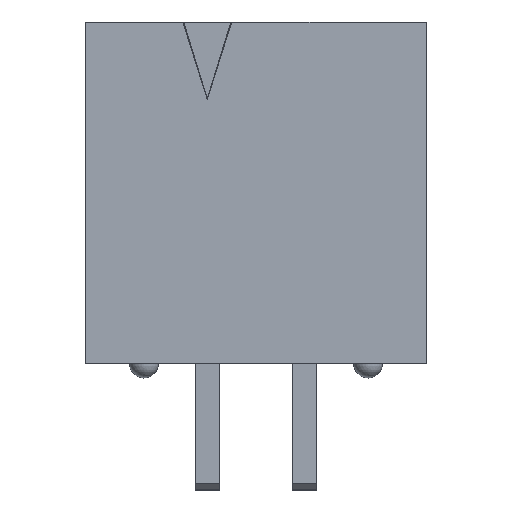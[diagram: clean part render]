
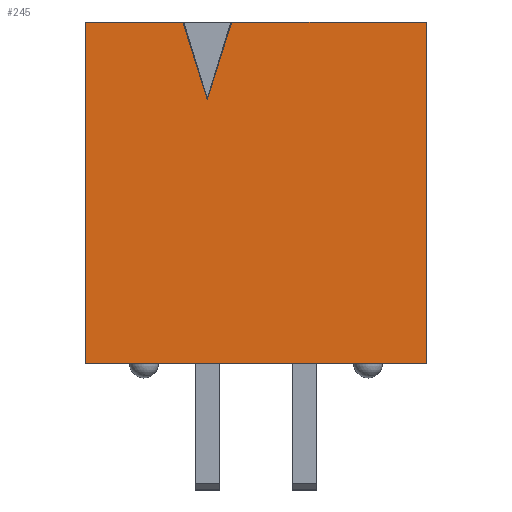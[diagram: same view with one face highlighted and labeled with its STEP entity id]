
A CAD part, top view. The second image highlights one B-rep face of the part: STEP entity #245.
In plain terms, the highlighted planar face has unit normal (0, 0, 1).
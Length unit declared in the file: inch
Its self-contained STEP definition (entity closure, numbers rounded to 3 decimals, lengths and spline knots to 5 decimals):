
#245 = ADVANCED_FACE( '', ( #471 ), #472, .F. );
#471 = FACE_OUTER_BOUND( '', #698, .T. );
#472 = PLANE( '', #699 );
#698 = EDGE_LOOP( '', ( #1204, #1205, #1206, #1207, #1208, #1209, #1210 ) );
#699 = AXIS2_PLACEMENT_3D( '', #1211, #1212, #1213 );
#1204 = ORIENTED_EDGE( '', *, *, #1443, .F. );
#1205 = ORIENTED_EDGE( '', *, *, #1551, .F. );
#1206 = ORIENTED_EDGE( '', *, *, #1407, .T. );
#1207 = ORIENTED_EDGE( '', *, *, #1588, .T. );
#1208 = ORIENTED_EDGE( '', *, *, #1618, .F. );
#1209 = ORIENTED_EDGE( '', *, *, #1518, .F. );
#1210 = ORIENTED_EDGE( '', *, *, #1411, .T. );
#1211 = CARTESIAN_POINT( '', ( 0.175, 0.35, 0.125 ) );
#1212 = DIRECTION( '', ( 0., 0., -1. ) );
#1213 = DIRECTION( '', ( -1., 0., 0. ) );
#1407 = EDGE_CURVE( '', #1658, #1659, #1660, .T. );
#1411 = EDGE_CURVE( '', #1667, #1665, #1668, .T. );
#1443 = EDGE_CURVE( '', #1726, #1665, #1727, .T. );
#1518 = EDGE_CURVE( '', #1667, #1848, #1849, .T. );
#1551 = EDGE_CURVE( '', #1658, #1726, #1892, .T. );
#1588 = EDGE_CURVE( '', #1659, #1944, #1946, .T. );
#1618 = EDGE_CURVE( '', #1848, #1944, #1981, .T. );
#1658 = VERTEX_POINT( '', #2023 );
#1659 = VERTEX_POINT( '', #2024 );
#1660 = LINE( '', #2025, #2026 );
#1665 = VERTEX_POINT( '', #2033 );
#1667 = VERTEX_POINT( '', #2036 );
#1668 = LINE( '', #2037, #2038 );
#1726 = VERTEX_POINT( '', #2123 );
#1727 = LINE( '', #2124, #2125 );
#1848 = VERTEX_POINT( '', #2304 );
#1849 = LINE( '', #2305, #2306 );
#1892 = LINE( '', #2371, #2372 );
#1944 = VERTEX_POINT( '', #2450 );
#1946 = LINE( '', #2453, #2454 );
#1981 = LINE( '', #2507, #2508 );
#2023 = CARTESIAN_POINT( '', ( -0.075, 0.35, 0.125 ) );
#2024 = CARTESIAN_POINT( '', ( -0.175, 0.35, 0.125 ) );
#2025 = CARTESIAN_POINT( '', ( 0.175, 0.35, 0.125 ) );
#2026 = VECTOR( '', #2562, 39.37008 );
#2033 = CARTESIAN_POINT( '', ( -0.025, 0.35, 0.125 ) );
#2036 = CARTESIAN_POINT( '', ( 0.175, 0.35, 0.125 ) );
#2037 = CARTESIAN_POINT( '', ( 0.175, 0.35, 0.125 ) );
#2038 = VECTOR( '', #2566, 39.37008 );
#2123 = CARTESIAN_POINT( '', ( -0.05, 0.27, 0.125 ) );
#2124 = CARTESIAN_POINT( '', ( -0.05, 0.27, 0.125 ) );
#2125 = VECTOR( '', #2594, 39.37008 );
#2304 = CARTESIAN_POINT( '', ( 0.175, 0., 0.125 ) );
#2305 = CARTESIAN_POINT( '', ( 0.175, 0.35, 0.125 ) );
#2306 = VECTOR( '', #2656, 39.37008 );
#2371 = CARTESIAN_POINT( '', ( -0.075, 0.35, 0.125 ) );
#2372 = VECTOR( '', #2679, 39.37008 );
#2450 = CARTESIAN_POINT( '', ( -0.175, 0., 0.125 ) );
#2453 = CARTESIAN_POINT( '', ( -0.175, 0.35, 0.125 ) );
#2454 = VECTOR( '', #2710, 39.37008 );
#2507 = CARTESIAN_POINT( '', ( 0.175, 0., 0.125 ) );
#2508 = VECTOR( '', #2729, 39.37008 );
#2562 = DIRECTION( '', ( -1., 0., 0. ) );
#2566 = DIRECTION( '', ( -1., 0., 0. ) );
#2594 = DIRECTION( '', ( 0.298, 0.954, 0. ) );
#2656 = DIRECTION( '', ( 0., -1., 0. ) );
#2679 = DIRECTION( '', ( 0.298, -0.954, 0. ) );
#2710 = DIRECTION( '', ( 0., -1., 0. ) );
#2729 = DIRECTION( '', ( -1., 0., 0. ) );
